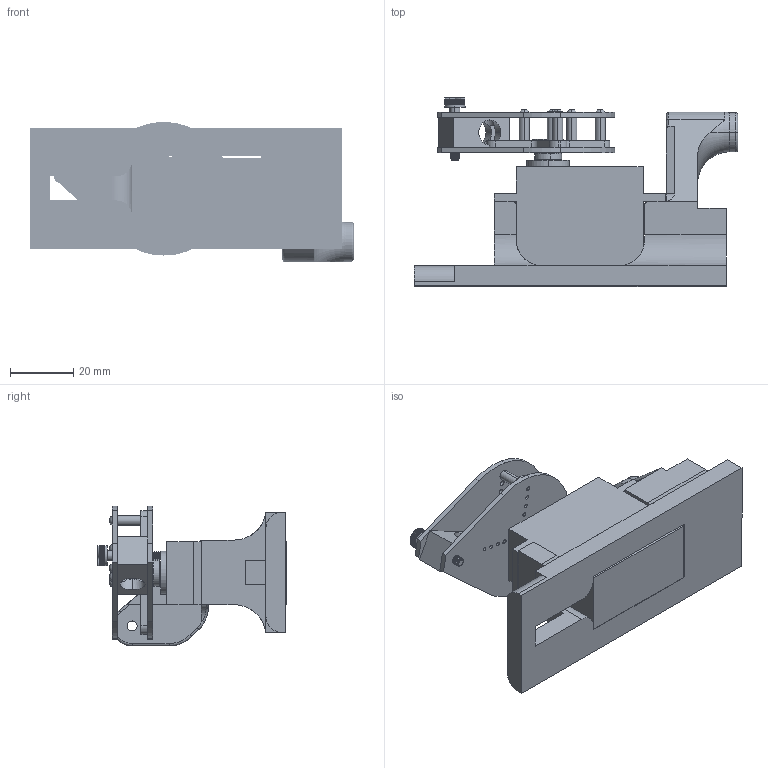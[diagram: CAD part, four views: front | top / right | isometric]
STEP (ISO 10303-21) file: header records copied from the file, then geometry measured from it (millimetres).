
FILE_DESCRIPTION (( 'STEP AP214' ), '1' );
FILE_NAME ('Assem2.STEP', '2017-10-21T23:30:27', ( '' ), ( '' ), 'SwSTEP 2.0', 'SolidWorks 2016', '' );
FILE_SCHEMA (( 'AUTOMOTIVE_DESIGN' ));
Length unit declared in the file: inch
Products named in the file (11): Assem1; servo horn adaptor bottom; servo hornt adaptor support columns; Assem2; 0 80 bolt 0f5 long 91255A008_ALLOY STEEL BUTTON-HEAD SOCKET CAP SCREW_91255A008; servo horn adaptor top; servo; servo_mount; servo horn; cable attach; 1f8 diameter 0f5 long shoulder bolt 4 40 91259A157_ALLOY STEEL SHOULDER SCREW_91259A157
Assembly tree (18 placements, depth 3):
  Assem2
    Assem1
      cable attach
      servo
      servo horn
      servo horn adaptor bottom
      servo hornt adaptor support columns  x5
      servo horn adaptor top
      0 80 bolt 0f5 long 91255A008_ALLOY STEEL BUTTON-HEAD SOCKET CAP SCREW_91255A008  x5
      1f8 diameter 0f5 long shoulder bolt 4 40 91259A157_ALLOY STEEL SHOULDER SCREW_91259A157
    servo_mount
Bounding box: 102.51 x 59.91 x 44.35 mm (x, y, z)
Volume: 77205.3 mm3; surface area: 32480.7 mm2
Topology: 17 solids, 17 shells, 1252 faces, 3246 edges, 2050 vertices
Faces by surface type: cylinder 712, plane 434, cone 66, bspline 18, torus 12, sphere 10
Entity records: 34219 total; most frequent: CARTESIAN_POINT 10176, DIRECTION 4128, ORIENTED_EDGE 4044, EDGE_CURVE 2022, AXIS2_PLACEMENT_3D 1538, VERTEX_POINT 1250, VECTOR 1052, LINE 1052
